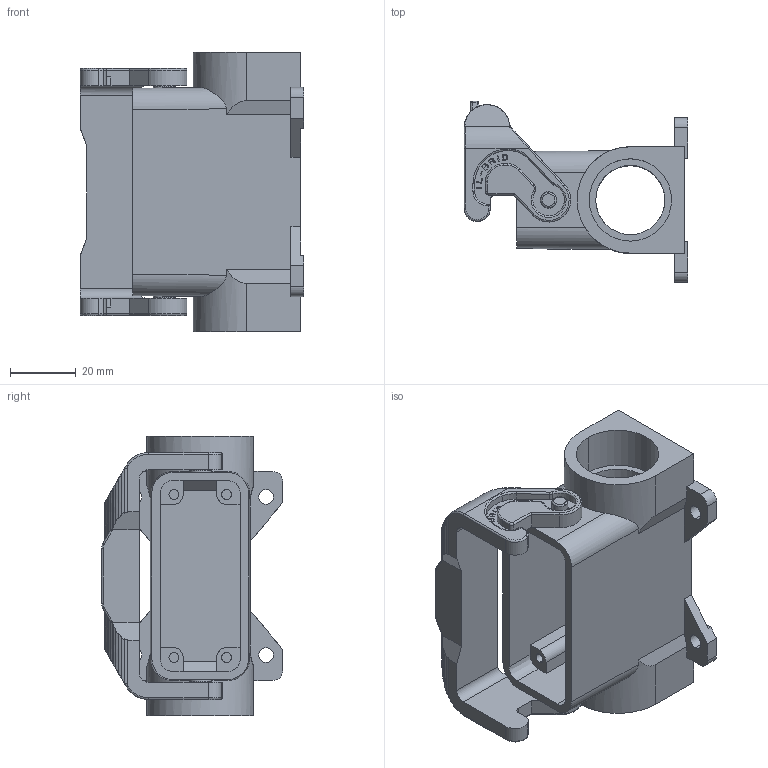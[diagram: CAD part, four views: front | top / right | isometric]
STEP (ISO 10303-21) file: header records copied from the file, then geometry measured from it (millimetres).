
FILE_DESCRIPTION(('Creo Elements/Direct Modeling STEP Export'),'2;1');
FILE_NAME('0ln7uvk45e4gp491648','2016-10-28T 9:03:09',(''),(''),'PTC Creo Elements/Direct Modeling STEP processor for AP214 (Solid Model)','PTC Creo Elements/Direct Modeling 19.0E 27-Jun-2016 (C) Parametric Technology GmbH','');
FILE_SCHEMA(('AUTOMOTIVE_DESIGN { 1 0 10303 214 1 1 1 1 }'));
Length unit declared in the file: millimetre
Products named in the file (2): MZP_15_L225
Assembly tree (1 placements, depth 2):
  MZP_15_L225
    MZP_15_L225
Bounding box: 68 x 55 x 85 mm (x, y, z)
Volume: 57525.5 mm3; surface area: 33419.1 mm2
Topology: 1 solids, 1 shells, 742 faces, 2074 edges, 1375 vertices
Faces by surface type: plane 503, cylinder 187, torus 36, cone 8, extrusion 4, sphere 2, bspline 2
Entity records: 34910 total; most frequent: CARTESIAN_POINT 9909, ORIENTED_EDGE 4144, DIRECTION 3711, EDGE_CURVE 2072, VECTOR 1521, LINE 1517, VERTEX_POINT 1375, AXIS2_PLACEMENT_3D 1095
